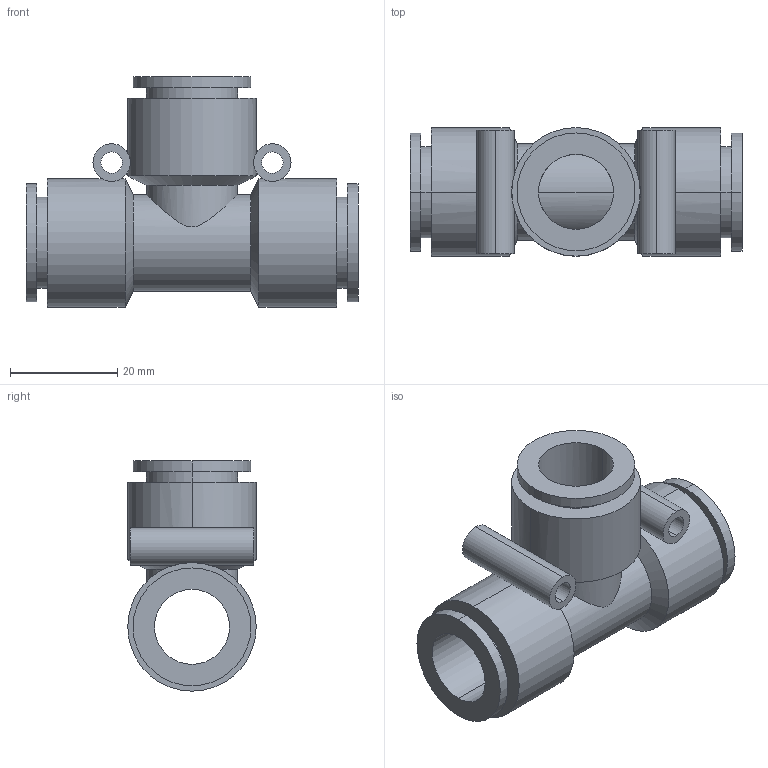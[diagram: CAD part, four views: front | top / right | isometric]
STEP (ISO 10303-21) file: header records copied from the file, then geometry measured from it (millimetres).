
FILE_DESCRIPTION (( 'STEP AP214' ), '1' );
FILE_NAME ('14mm T- Fitting.STEP', '2020-09-19T06:09:01', ( '' ), ( '' ), 'SwSTEP 2.0', 'SolidWorks 2020', '' );
FILE_SCHEMA (( 'AUTOMOTIVE_DESIGN' ));
Length unit declared in the file: millimetre
Products named in the file (1): 14mm  T- Fitting
Bounding box: 62 x 24 x 43 mm (x, y, z)
Volume: 19339.3 mm3; surface area: 13196.6 mm2
Topology: 1 solids, 1 shells, 55 faces, 128 edges, 80 vertices
Faces by surface type: cylinder 36, plane 13, cone 6
Entity records: 2274 total; most frequent: CARTESIAN_POINT 696, DIRECTION 288, ORIENTED_EDGE 256, EDGE_CURVE 128, AXIS2_PLACEMENT_3D 120, VERTEX_POINT 80, EDGE_LOOP 70, CIRCLE 64
